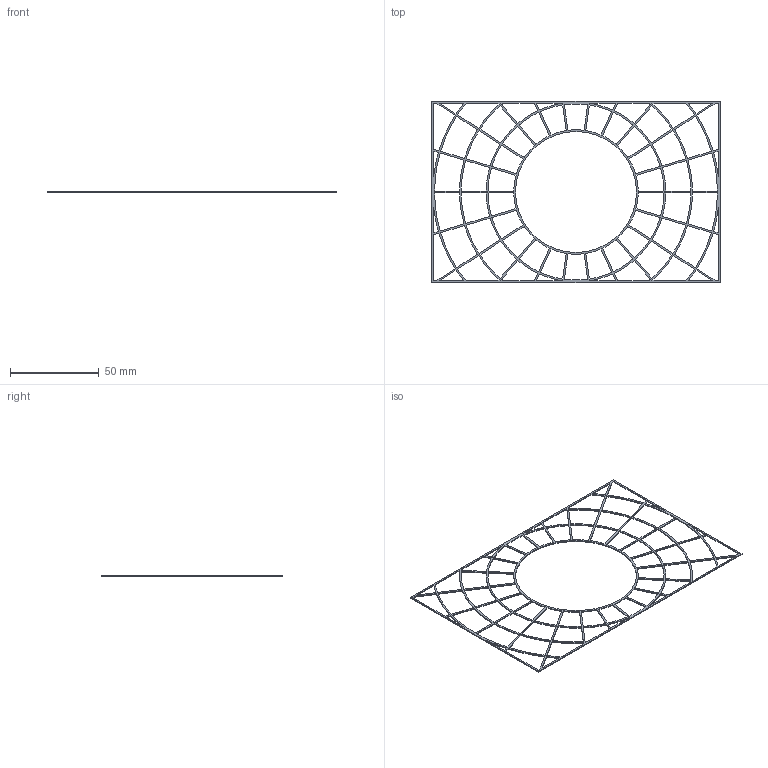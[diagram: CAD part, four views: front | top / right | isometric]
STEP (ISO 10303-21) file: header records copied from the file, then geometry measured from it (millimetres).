
FILE_DESCRIPTION((''),'2;1');
FILE_NAME('filename', '',(''),(''),'','','');
FILE_SCHEMA(('AUTOMOTIVE_DESIGN { 1 0 10303 214 1 1 1 1 }'));
Length unit declared in the file: millimetre
Products named in the file (1): Flex_net
Bounding box: 162 x 102 x 0.5 mm (x, y, z)
Volume: 1106.4 mm3; surface area: 6523 mm2
Topology: 1 solids, 1 shells, 287 faces, 855 edges, 570 vertices
Faces by surface type: plane 166, cylinder 121
Full cylindrical faces by diameter (mm): 68 x1
Entity records: 9976 total; most frequent: CARTESIAN_POINT 1712, ORIENTED_EDGE 1708, DIRECTION 1672, EDGE_CURVE 854, VECTOR 612, LINE 612, VERTEX_POINT 570, AXIS2_PLACEMENT_3D 530
